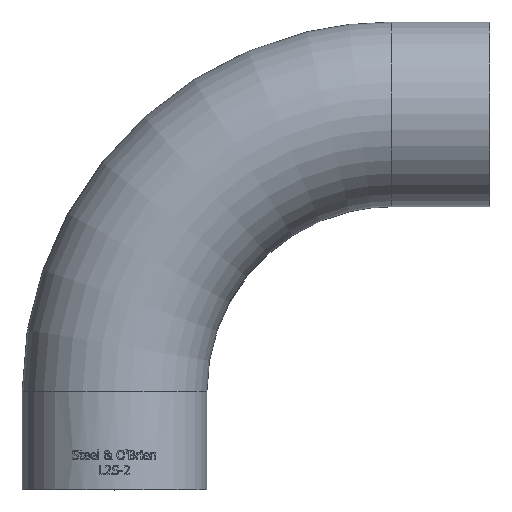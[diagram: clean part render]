
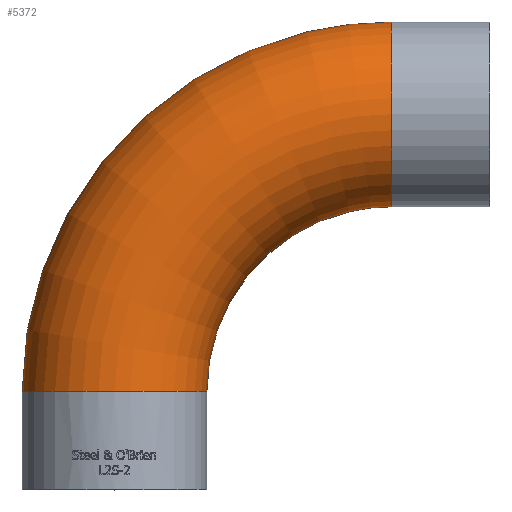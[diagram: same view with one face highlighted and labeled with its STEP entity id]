
A CAD part, top view. The second image highlights one B-rep face of the part: STEP entity #5372.
In plain terms, the highlighted toroidal (fillet/blend) face has major radius 76.2 mm and minor radius 25.4 mm.
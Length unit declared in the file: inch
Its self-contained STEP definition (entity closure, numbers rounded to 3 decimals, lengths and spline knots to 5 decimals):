
#14=TOROIDAL_SURFACE('',#5640,3.,1.);
#59=FACE_BOUND('',#952,.T.);
#623=FACE_OUTER_BOUND('',#951,.T.);
#951=EDGE_LOOP('',(#5016));
#952=EDGE_LOOP('',(#5017));
#1377=CIRCLE('',#5625,1.);
#1383=CIRCLE('',#5639,1.);
#2629=VERTEX_POINT('',#12218);
#2635=VERTEX_POINT('',#12238);
#3426=EDGE_CURVE('',#2629,#2629,#1377,.T.);
#3432=EDGE_CURVE('',#2635,#2635,#1383,.T.);
#5016=ORIENTED_EDGE('',*,*,#3432,.F.);
#5017=ORIENTED_EDGE('',*,*,#3426,.T.);
#5372=ADVANCED_FACE('',(#623,#59),#14,.T.);
#5625=AXIS2_PLACEMENT_3D('',#12219,#6497,#6498);
#5639=AXIS2_PLACEMENT_3D('',#12239,#6525,#6526);
#5640=AXIS2_PLACEMENT_3D('',#12240,#6527,#6528);
#6497=DIRECTION('center_axis',(0.,1.,0.));
#6498=DIRECTION('ref_axis',(-1.,0.,0.));
#6525=DIRECTION('center_axis',(1.,0.,0.));
#6526=DIRECTION('ref_axis',(0.,1.,0.));
#6527=DIRECTION('center_axis',(0.,0.,-1.));
#6528=DIRECTION('ref_axis',(-1.,0.,0.));
#12218=CARTESIAN_POINT('',(1.,1.063,0.));
#12219=CARTESIAN_POINT('Origin',(0.,1.063,0.));
#12238=CARTESIAN_POINT('',(3.,3.063,0.));
#12239=CARTESIAN_POINT('Origin',(3.,4.063,0.));
#12240=CARTESIAN_POINT('Origin',(3.,1.063,0.));
